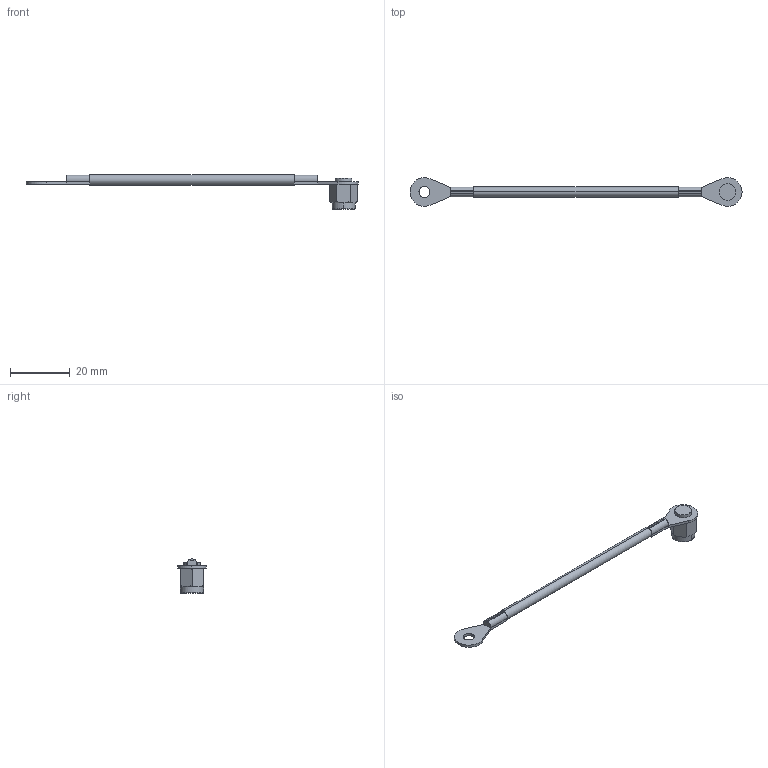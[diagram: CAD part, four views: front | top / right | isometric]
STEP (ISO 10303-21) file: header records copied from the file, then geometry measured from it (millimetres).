
FILE_DESCRIPTION (( 'STEP AP214' ), '1' );
FILE_NAME ('M39012_25-3124.STEP', '2016-11-21T14:30:16', ( '' ), ( '' ), 'SwSTEP 2.0', 'SolidWorks 2016', '' );
FILE_SCHEMA (( 'AUTOMOTIVE_DESIGN' ));
Length unit declared in the file: inch
Products named in the file (1): M39012_25-3124
Bounding box: 111.25 x 9.62 x 11.52 mm (x, y, z)
Volume: 1256.3 mm3; surface area: 1781.5 mm2
Topology: 1 solids, 1 shells, 86 faces, 204 edges, 125 vertices
Faces by surface type: plane 38, cylinder 32, cone 14, torus 2
Entity records: 3556 total; most frequent: CARTESIAN_POINT 510, DIRECTION 446, ORIENTED_EDGE 404, EDGE_CURVE 202, AXIS2_PLACEMENT_3D 173, VERTEX_POINT 125, VECTOR 100, LINE 100
